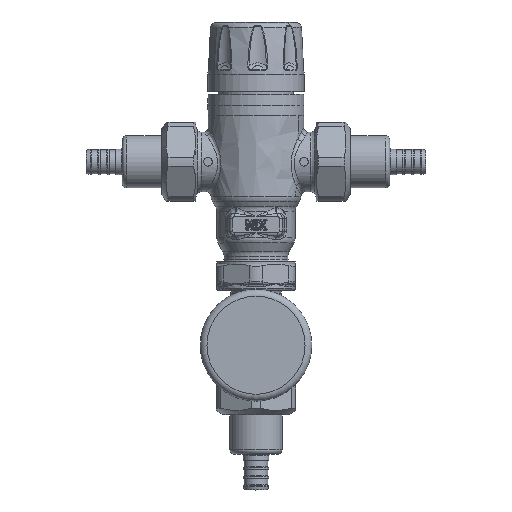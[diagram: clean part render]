
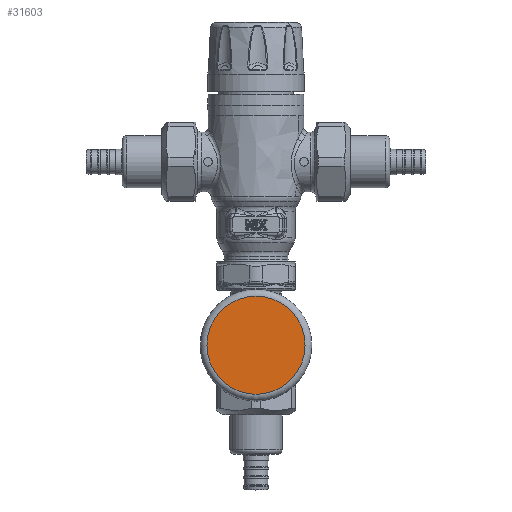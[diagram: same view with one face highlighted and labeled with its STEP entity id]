
A CAD part, top view. The second image highlights one B-rep face of the part: STEP entity #31603.
In plain terms, the highlighted planar face has unit normal (0, 0, 1).
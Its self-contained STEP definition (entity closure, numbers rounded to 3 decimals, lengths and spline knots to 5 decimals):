
#1828=PLANE('',#34924);
#3611=FACE_OUTER_BOUND('',#5671,.T.);
#5671=EDGE_LOOP('',(#26069));
#7523=CIRCLE('',#34918,0.905);
#13753=VERTEX_POINT('',#114843);
#17949=EDGE_CURVE('',#13753,#13753,#7523,.T.);
#26069=ORIENTED_EDGE('',*,*,#17949,.F.);
#31603=ADVANCED_FACE('',(#3611),#1828,.T.);
#34918=AXIS2_PLACEMENT_3D('',#114844,#42068,#42069);
#34924=AXIS2_PLACEMENT_3D('',#114854,#42081,#42082);
#42068=DIRECTION('center_axis',(0.,0.,-1.));
#42069=DIRECTION('ref_axis',(-1.,0.,0.));
#42081=DIRECTION('center_axis',(0.,0.,1.));
#42082=DIRECTION('ref_axis',(1.,0.,0.));
#114843=CARTESIAN_POINT('',(-0.905,0.,0.41));
#114844=CARTESIAN_POINT('Origin',(0.,0.,0.41));
#114854=CARTESIAN_POINT('Origin',(0.,0.,0.41));
